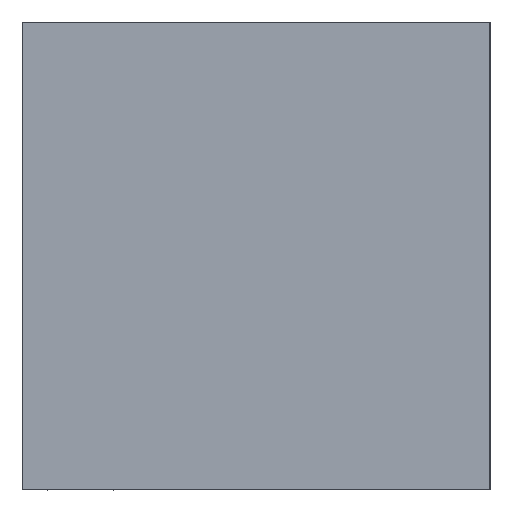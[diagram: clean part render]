
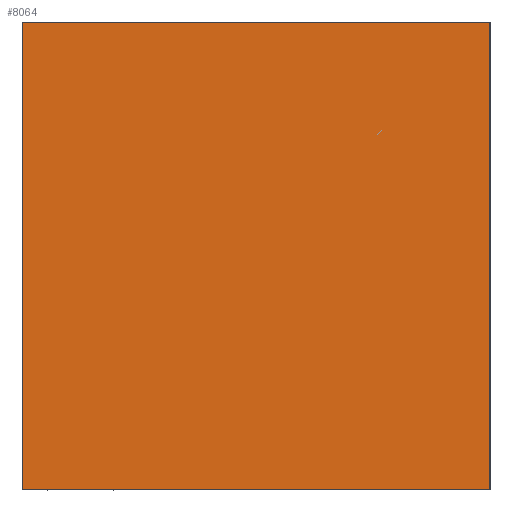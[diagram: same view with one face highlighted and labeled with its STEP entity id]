
A CAD part, left-side view. The second image highlights one B-rep face of the part: STEP entity #8064.
In plain terms, the highlighted planar face has unit normal (-1, 0, 0).
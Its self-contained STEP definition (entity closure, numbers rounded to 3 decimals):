
#558=PLANE('',#8566);
#974=FACE_OUTER_BOUND('',#1442,.T.);
#1442=EDGE_LOOP('',(#7207,#7208,#7209,#7210));
#1728=LINE('',#12471,#2464);
#2186=LINE('',#13908,#2922);
#2187=LINE('',#13909,#2923);
#2188=LINE('',#13910,#2924);
#2464=VECTOR('',#8980,10.);
#2922=VECTOR('',#10268,10.);
#2923=VECTOR('',#10269,10.);
#2924=VECTOR('',#10270,10.);
#3444=VERTEX_POINT('',#12464);
#3447=VERTEX_POINT('',#12469);
#3882=VERTEX_POINT('',#13906);
#3883=VERTEX_POINT('',#13907);
#4348=EDGE_CURVE('',#3447,#3444,#1728,.T.);
#4998=EDGE_CURVE('',#3882,#3883,#2186,.T.);
#4999=EDGE_CURVE('',#3883,#3444,#2187,.T.);
#5000=EDGE_CURVE('',#3882,#3447,#2188,.T.);
#7207=ORIENTED_EDGE('',*,*,#4998,.T.);
#7208=ORIENTED_EDGE('',*,*,#4999,.T.);
#7209=ORIENTED_EDGE('',*,*,#4348,.F.);
#7210=ORIENTED_EDGE('',*,*,#5000,.F.);
#8064=ADVANCED_FACE('',(#974),#558,.T.);
#8566=AXIS2_PLACEMENT_3D('',#13905,#10266,#10267);
#8980=DIRECTION('',(0.,-1.,0.));
#10266=DIRECTION('center_axis',(-1.,0.,0.));
#10267=DIRECTION('ref_axis',(0.,-1.,0.));
#10268=DIRECTION('',(0.,-1.,0.));
#10269=DIRECTION('',(0.,0.,1.));
#10270=DIRECTION('',(0.,0.,1.));
#12464=CARTESIAN_POINT('',(0.,0.,50.8));
#12469=CARTESIAN_POINT('',(0.,50.8,50.8));
#12471=CARTESIAN_POINT('',(0.,50.8,50.8));
#13905=CARTESIAN_POINT('Origin',(0.,50.8,0.));
#13906=CARTESIAN_POINT('',(0.,50.8,0.));
#13907=CARTESIAN_POINT('',(0.,0.,0.));
#13908=CARTESIAN_POINT('',(0.,50.8,0.));
#13909=CARTESIAN_POINT('',(0.,0.,0.));
#13910=CARTESIAN_POINT('',(0.,50.8,0.));
